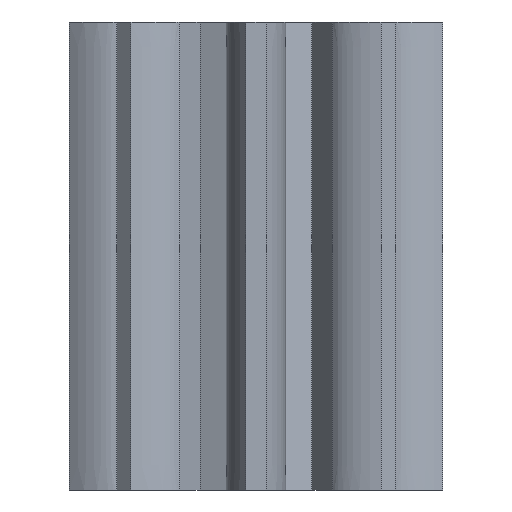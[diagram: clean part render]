
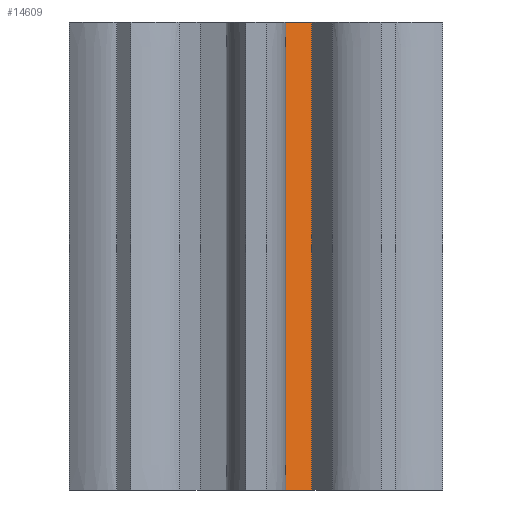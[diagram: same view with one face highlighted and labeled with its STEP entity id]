
A CAD part, front view. The second image highlights one B-rep face of the part: STEP entity #14609.
In plain terms, the highlighted face is a extrusion surface.
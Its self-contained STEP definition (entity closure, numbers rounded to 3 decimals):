
#93 = PLANE('',#94);
#94 = AXIS2_PLACEMENT_3D('',#95,#96,#97);
#95 = CARTESIAN_POINT('',(0.,0.,12.5));
#96 = DIRECTION('',(0.,0.,1.));
#97 = DIRECTION('',(1.,0.,0.));
#168 = PLANE('',#169);
#169 = AXIS2_PLACEMENT_3D('',#170,#171,#172);
#170 = CARTESIAN_POINT('',(0.,0.,0.));
#171 = DIRECTION('',(0.,0.,1.));
#172 = DIRECTION('',(1.,0.,0.));
#2181 = VERTEX_POINT('',#2182);
#2182 = CARTESIAN_POINT('',(0.577,-2.689,0.));
#2194 = SURFACE_OF_LINEAR_EXTRUSION('',#2195,#2198);
#2195 = B_SPLINE_CURVE_WITH_KNOTS('',1,(#2196,#2197),.UNSPECIFIED.,.F.,
  .F.,(2,2),(0.,1.009),.PIECEWISE_BEZIER_KNOTS.);
#2196 = CARTESIAN_POINT('',(0.788,-3.675,0.));
#2197 = CARTESIAN_POINT('',(0.577,-2.689,0.));
#2198 = VECTOR('',#2199,1.);
#2199 = DIRECTION('',(-0.,-0.,-1.));
#2207 = EDGE_CURVE('',#2181,#2208,#2210,.T.);
#2208 = VERTEX_POINT('',#2209);
#2209 = CARTESIAN_POINT('',(1.494,-2.309,0.));
#2210 = SURFACE_CURVE('',#2211,(#2214,#2220),.PCURVE_S1.);
#2211 = B_SPLINE_CURVE_WITH_KNOTS('',1,(#2212,#2213),.UNSPECIFIED.,.F.,
  .F.,(2,2),(0.,0.992),.PIECEWISE_BEZIER_KNOTS.);
#2212 = CARTESIAN_POINT('',(0.577,-2.689,0.));
#2213 = CARTESIAN_POINT('',(1.494,-2.309,0.));
#2214 = PCURVE('',#168,#2215);
#2215 = DEFINITIONAL_REPRESENTATION('',(#2216),#2219);
#2216 = B_SPLINE_CURVE_WITH_KNOTS('',1,(#2217,#2218),.UNSPECIFIED.,.F.,
  .F.,(2,2),(0.,0.992),.PIECEWISE_BEZIER_KNOTS.);
#2217 = CARTESIAN_POINT('',(0.577,-2.689));
#2218 = CARTESIAN_POINT('',(1.494,-2.309));
#2219 = ( GEOMETRIC_REPRESENTATION_CONTEXT(2) 
PARAMETRIC_REPRESENTATION_CONTEXT() REPRESENTATION_CONTEXT('2D SPACE',''
  ) );
#2220 = PCURVE('',#2221,#2227);
#2221 = SURFACE_OF_LINEAR_EXTRUSION('',#2222,#2225);
#2222 = B_SPLINE_CURVE_WITH_KNOTS('',1,(#2223,#2224),.UNSPECIFIED.,.F.,
  .F.,(2,2),(0.,0.992),.PIECEWISE_BEZIER_KNOTS.);
#2223 = CARTESIAN_POINT('',(0.577,-2.689,0.));
#2224 = CARTESIAN_POINT('',(1.494,-2.309,0.));
#2225 = VECTOR('',#2226,1.);
#2226 = DIRECTION('',(-0.,-0.,-1.));
#2227 = DEFINITIONAL_REPRESENTATION('',(#2228),#2232);
#2228 = LINE('',#2229,#2230);
#2229 = CARTESIAN_POINT('',(0.,0.));
#2230 = VECTOR('',#2231,1.);
#2231 = DIRECTION('',(1.,0.));
#2232 = ( GEOMETRIC_REPRESENTATION_CONTEXT(2) 
PARAMETRIC_REPRESENTATION_CONTEXT() REPRESENTATION_CONTEXT('2D SPACE',''
  ) );
#2248 = SURFACE_OF_LINEAR_EXTRUSION('',#2249,#2252);
#2249 = B_SPLINE_CURVE_WITH_KNOTS('',1,(#2250,#2251),.UNSPECIFIED.,.F.,
  .F.,(2,2),(0.,1.009),.PIECEWISE_BEZIER_KNOTS.);
#2250 = CARTESIAN_POINT('',(1.494,-2.309,0.));
#2251 = CARTESIAN_POINT('',(2.041,-3.156,0.));
#2252 = VECTOR('',#2253,1.);
#2253 = DIRECTION('',(-0.,-0.,-1.));
#3815 = VERTEX_POINT('',#3816);
#3816 = CARTESIAN_POINT('',(0.577,-2.689,12.5));
#3835 = EDGE_CURVE('',#3815,#3836,#3838,.T.);
#3836 = VERTEX_POINT('',#3837);
#3837 = CARTESIAN_POINT('',(1.494,-2.309,12.5));
#3838 = SURFACE_CURVE('',#3839,(#3842,#3848),.PCURVE_S1.);
#3839 = B_SPLINE_CURVE_WITH_KNOTS('',1,(#3840,#3841),.UNSPECIFIED.,.F.,
  .F.,(2,2),(0.,0.992),.PIECEWISE_BEZIER_KNOTS.);
#3840 = CARTESIAN_POINT('',(0.577,-2.689,12.5));
#3841 = CARTESIAN_POINT('',(1.494,-2.309,12.5));
#3842 = PCURVE('',#93,#3843);
#3843 = DEFINITIONAL_REPRESENTATION('',(#3844),#3847);
#3844 = B_SPLINE_CURVE_WITH_KNOTS('',1,(#3845,#3846),.UNSPECIFIED.,.F.,
  .F.,(2,2),(0.,0.992),.PIECEWISE_BEZIER_KNOTS.);
#3845 = CARTESIAN_POINT('',(0.577,-2.689));
#3846 = CARTESIAN_POINT('',(1.494,-2.309));
#3847 = ( GEOMETRIC_REPRESENTATION_CONTEXT(2) 
PARAMETRIC_REPRESENTATION_CONTEXT() REPRESENTATION_CONTEXT('2D SPACE',''
  ) );
#3848 = PCURVE('',#2221,#3849);
#3849 = DEFINITIONAL_REPRESENTATION('',(#3850),#3854);
#3850 = LINE('',#3851,#3852);
#3851 = CARTESIAN_POINT('',(0.,-12.5));
#3852 = VECTOR('',#3853,1.);
#3853 = DIRECTION('',(1.,0.));
#3854 = ( GEOMETRIC_REPRESENTATION_CONTEXT(2) 
PARAMETRIC_REPRESENTATION_CONTEXT() REPRESENTATION_CONTEXT('2D SPACE',''
  ) );
#14559 = EDGE_CURVE('',#2208,#3836,#14560,.T.);
#14560 = SURFACE_CURVE('',#14561,(#14565,#14572),.PCURVE_S1.);
#14561 = LINE('',#14562,#14563);
#14562 = CARTESIAN_POINT('',(1.494,-2.309,0.));
#14563 = VECTOR('',#14564,1.);
#14564 = DIRECTION('',(0.,0.,1.));
#14565 = PCURVE('',#2248,#14566);
#14566 = DEFINITIONAL_REPRESENTATION('',(#14567),#14571);
#14567 = LINE('',#14568,#14569);
#14568 = CARTESIAN_POINT('',(0.,0.));
#14569 = VECTOR('',#14570,1.);
#14570 = DIRECTION('',(0.,-1.));
#14571 = ( GEOMETRIC_REPRESENTATION_CONTEXT(2) 
PARAMETRIC_REPRESENTATION_CONTEXT() REPRESENTATION_CONTEXT('2D SPACE',''
  ) );
#14572 = PCURVE('',#2221,#14573);
#14573 = DEFINITIONAL_REPRESENTATION('',(#14574),#14578);
#14574 = LINE('',#14575,#14576);
#14575 = CARTESIAN_POINT('',(0.992,0.));
#14576 = VECTOR('',#14577,1.);
#14577 = DIRECTION('',(0.,-1.));
#14578 = ( GEOMETRIC_REPRESENTATION_CONTEXT(2) 
PARAMETRIC_REPRESENTATION_CONTEXT() REPRESENTATION_CONTEXT('2D SPACE',''
  ) );
#14609 = ADVANCED_FACE('',(#14610),#2221,.F.);
#14610 = FACE_BOUND('',#14611,.F.);
#14611 = EDGE_LOOP('',(#14612,#14633,#14634,#14635));
#14612 = ORIENTED_EDGE('',*,*,#14613,.T.);
#14613 = EDGE_CURVE('',#2181,#3815,#14614,.T.);
#14614 = SURFACE_CURVE('',#14615,(#14619,#14626),.PCURVE_S1.);
#14615 = LINE('',#14616,#14617);
#14616 = CARTESIAN_POINT('',(0.577,-2.689,0.));
#14617 = VECTOR('',#14618,1.);
#14618 = DIRECTION('',(0.,0.,1.));
#14619 = PCURVE('',#2221,#14620);
#14620 = DEFINITIONAL_REPRESENTATION('',(#14621),#14625);
#14621 = LINE('',#14622,#14623);
#14622 = CARTESIAN_POINT('',(0.,0.));
#14623 = VECTOR('',#14624,1.);
#14624 = DIRECTION('',(0.,-1.));
#14625 = ( GEOMETRIC_REPRESENTATION_CONTEXT(2) 
PARAMETRIC_REPRESENTATION_CONTEXT() REPRESENTATION_CONTEXT('2D SPACE',''
  ) );
#14626 = PCURVE('',#2194,#14627);
#14627 = DEFINITIONAL_REPRESENTATION('',(#14628),#14632);
#14628 = LINE('',#14629,#14630);
#14629 = CARTESIAN_POINT('',(1.009,0.));
#14630 = VECTOR('',#14631,1.);
#14631 = DIRECTION('',(0.,-1.));
#14632 = ( GEOMETRIC_REPRESENTATION_CONTEXT(2) 
PARAMETRIC_REPRESENTATION_CONTEXT() REPRESENTATION_CONTEXT('2D SPACE',''
  ) );
#14633 = ORIENTED_EDGE('',*,*,#3835,.T.);
#14634 = ORIENTED_EDGE('',*,*,#14559,.F.);
#14635 = ORIENTED_EDGE('',*,*,#2207,.F.);
